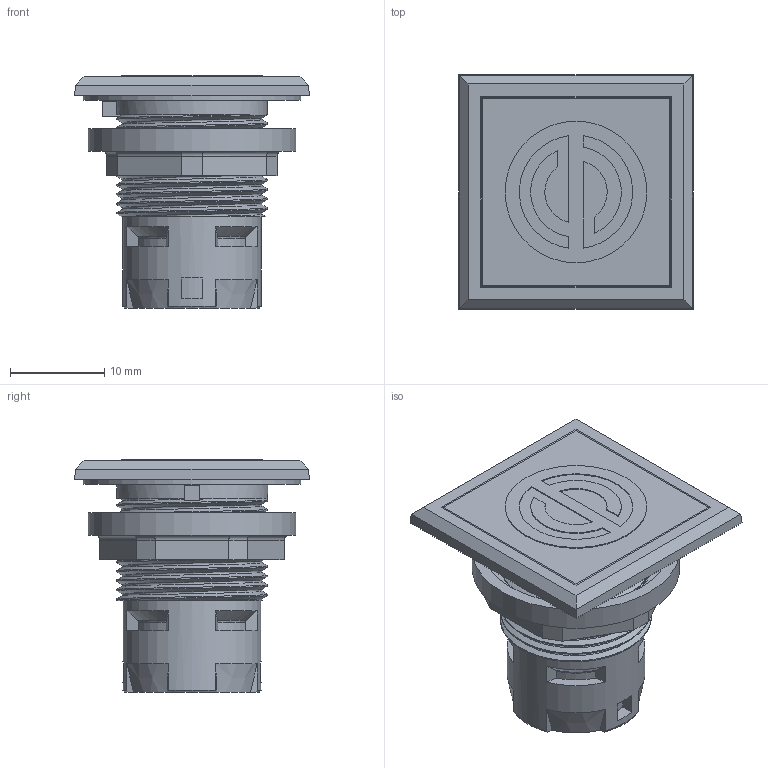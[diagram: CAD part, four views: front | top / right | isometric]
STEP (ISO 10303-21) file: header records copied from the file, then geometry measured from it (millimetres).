
FILE_DESCRIPTION(/* description */ (''),/* implementation_level */ '2;1');
FILE_NAME(/* name */ 'Q16DG_ipt.stp',/* time_stamp */ '2017-04-13T15:22:46+02:00',/* author */ ('ahoffmann'),/* organization */ (''),/* preprocessor_version */ 'ST-DEVELOPER v16.1',/* originating_system */ 'Autodesk Inventor 2016',/* authorisation */ '');
FILE_SCHEMA (('AUTOMOTIVE_DESIGN { 1 0 10303 214 3 1 1 }'));
Length unit declared in the file: centimetre
Products named in the file (1): Q16DG_ipt
Bounding box: 24.85 x 24.85 x 24.6 mm (x, y, z)
Volume: 5756.4 mm3; surface area: 3728.9 mm2
Topology: 1 solids, 1 shells, 147 faces, 365 edges, 236 vertices
Faces by surface type: plane 85, cylinder 38, cone 12, bspline 6, torus 6
Full cylindrical faces by diameter (mm): 14.65 x1, 15 x1, 16 x4, 16.15 x1, 16.5 x1, 19.5 x1, 22 x1, 23 x1
Entity records: 8285 total; most frequent: CARTESIAN_POINT 5009, ORIENTED_EDGE 680, DIRECTION 646, EDGE_CURVE 340, AXIS2_PLACEMENT_3D 233, VERTEX_POINT 225, LINE 180, VECTOR 180
